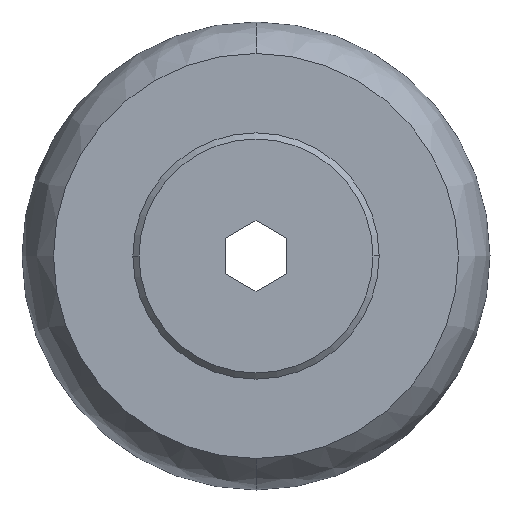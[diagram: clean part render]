
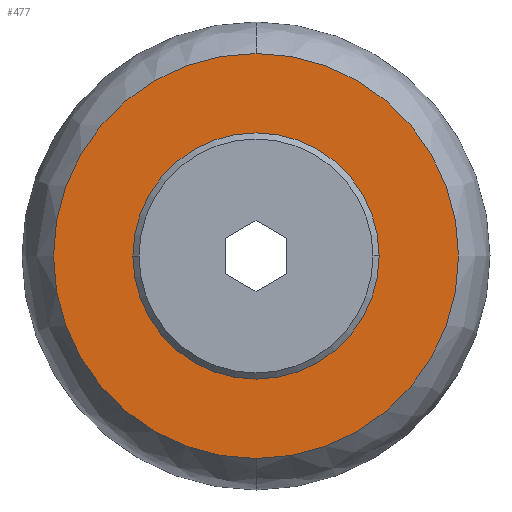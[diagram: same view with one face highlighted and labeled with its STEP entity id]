
A CAD part, front view. The second image highlights one B-rep face of the part: STEP entity #477.
In plain terms, the highlighted planar face has unit normal (0, -1, 0).
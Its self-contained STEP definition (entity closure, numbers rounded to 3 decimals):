
#44 = ORIENTED_EDGE ( 'NONE', *, *, #1710, .F. ) ;
#45 = ORIENTED_EDGE ( 'NONE', *, *, #1645, .F. ) ;
#46 = ORIENTED_EDGE ( 'NONE', *, *, #1643, .T. ) ;
#47 = ORIENTED_EDGE ( 'NONE', *, *, #1707, .T. ) ;
#235 = EDGE_LOOP ( 'NONE', ( #46, #47 ) ) ;
#246 = EDGE_LOOP ( 'NONE', ( #44, #45 ) ) ;
#374 = FACE_OUTER_BOUND ( 'NONE', #246, .T. ) ;
#378 = FACE_BOUND ( 'NONE', #235, .T. ) ;
#477 = ADVANCED_FACE ( 'NONE', ( #374, #378 ), #855, .T. ) ;
#549 = AXIS2_PLACEMENT_3D ( 'NONE', #854, #856, #857 ) ;
#605 = AXIS2_PLACEMENT_3D ( 'NONE', #1409, #1410, #1411 ) ;
#607 = AXIS2_PLACEMENT_3D ( 'NONE', #1415, #1416, #1417 ) ;
#637 = AXIS2_PLACEMENT_3D ( 'NONE', #1563, #1570, #1571 ) ;
#639 = AXIS2_PLACEMENT_3D ( 'NONE', #1620, #1618, #1619 ) ;
#708 = VERTEX_POINT ( 'NONE', #1316 ) ;
#710 = VERTEX_POINT ( 'NONE', #1318 ) ;
#719 = VERTEX_POINT ( 'NONE', #1327 ) ;
#720 = VERTEX_POINT ( 'NONE', #1328 ) ;
#854 = CARTESIAN_POINT ( 'NONE',  ( -9.866, -3.5, 0. ) ) ;
#855 = PLANE ( 'NONE',  #549 ) ;
#856 = DIRECTION ( 'NONE',  ( 0., -1., 0. ) ) ;
#857 = DIRECTION ( 'NONE',  ( 0., 0., -1. ) ) ;
#1316 = CARTESIAN_POINT ( 'NONE',  ( 0., -3.5, 9.866 ) ) ;
#1318 = CARTESIAN_POINT ( 'NONE',  ( 0., -3.5, -9.866 ) ) ;
#1327 = CARTESIAN_POINT ( 'NONE',  ( 0., -3.5, -6. ) ) ;
#1328 = CARTESIAN_POINT ( 'NONE',  ( 0., -3.5, 6. ) ) ;
#1409 = CARTESIAN_POINT ( 'NONE',  ( 0., -3.5, 0. ) ) ;
#1410 = DIRECTION ( 'NONE',  ( 0., 1., 0. ) ) ;
#1411 = DIRECTION ( 'NONE',  ( 0., 0., 1. ) ) ;
#1415 = CARTESIAN_POINT ( 'NONE',  ( 0., -3.5, 0. ) ) ;
#1416 = DIRECTION ( 'NONE',  ( 0., 1., 0. ) ) ;
#1417 = DIRECTION ( 'NONE',  ( 0., 0., 1. ) ) ;
#1563 = CARTESIAN_POINT ( 'NONE',  ( 0., -3.5, 0. ) ) ;
#1570 = DIRECTION ( 'NONE',  ( 0., 1., 0. ) ) ;
#1571 = DIRECTION ( 'NONE',  ( 0., 0., 1. ) ) ;
#1618 = DIRECTION ( 'NONE',  ( 0., 1., 0. ) ) ;
#1619 = DIRECTION ( 'NONE',  ( 0., 0., 1. ) ) ;
#1620 = CARTESIAN_POINT ( 'NONE',  ( 0., -3.5, 0. ) ) ;
#1643 = EDGE_CURVE ( 'NONE', #720, #719, #1771, .T. ) ;
#1645 = EDGE_CURVE ( 'NONE', #710, #708, #1773, .T. ) ;
#1707 = EDGE_CURVE ( 'NONE', #719, #720, #1870, .T. ) ;
#1710 = EDGE_CURVE ( 'NONE', #708, #710, #1874, .T. ) ;
#1771 = CIRCLE ( 'NONE', #605, 6. ) ;
#1773 = CIRCLE ( 'NONE', #607, 9.866 ) ;
#1870 = CIRCLE ( 'NONE', #637, 6. ) ;
#1874 = CIRCLE ( 'NONE', #639, 9.866 ) ;
